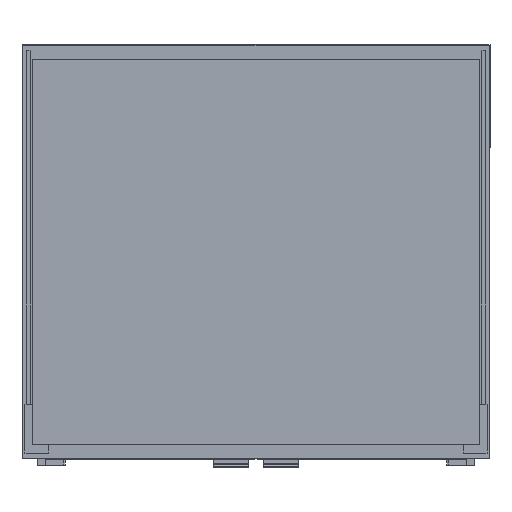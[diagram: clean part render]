
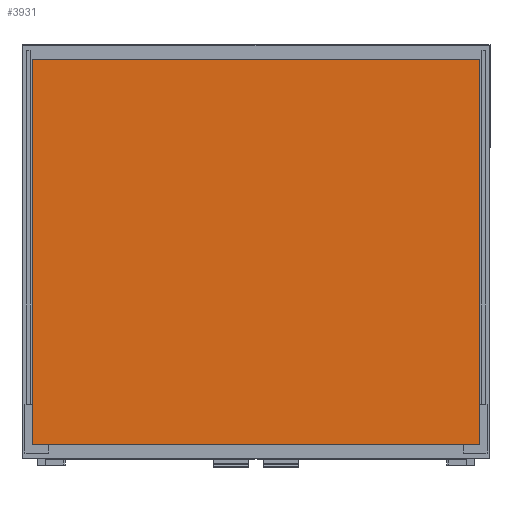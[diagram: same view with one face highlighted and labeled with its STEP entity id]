
A CAD part, front view. The second image highlights one B-rep face of the part: STEP entity #3931.
In plain terms, the highlighted planar face has unit normal (0, -1, 0).
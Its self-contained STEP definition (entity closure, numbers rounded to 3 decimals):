
#751 = ORIENTED_EDGE ( 'NONE', *, *, #6992, .F. ) ;
#1012 = CARTESIAN_POINT ( 'NONE',  ( -375., 0., -323. ) ) ;
#1038 = DIRECTION ( 'NONE',  ( 0., 0., 1. ) ) ;
#1293 = CARTESIAN_POINT ( 'NONE',  ( -375., 0., 323. ) ) ;
#1296 = DIRECTION ( 'NONE',  ( 0., 0., 1. ) ) ;
#1304 = LINE ( 'NONE', #2436, #4614 ) ;
#1373 = DIRECTION ( 'NONE',  ( 0., 1., 0. ) ) ;
#2154 = VECTOR ( 'NONE', #3227, 1000. ) ;
#2336 = VECTOR ( 'NONE', #1038, 1000. ) ;
#2436 = CARTESIAN_POINT ( 'NONE',  ( 375., 0., -323. ) ) ;
#2539 = VERTEX_POINT ( 'NONE', #2868 ) ;
#2728 = CARTESIAN_POINT ( 'NONE',  ( 0., 0., 0. ) ) ;
#2860 = ORIENTED_EDGE ( 'NONE', *, *, #3592, .F. ) ;
#2868 = CARTESIAN_POINT ( 'NONE',  ( -375., 0., -323. ) ) ;
#2968 = FACE_OUTER_BOUND ( 'NONE', #5798, .T. ) ;
#3132 = EDGE_CURVE ( 'NONE', #3468, #5322, #1304, .T. ) ;
#3157 = ORIENTED_EDGE ( 'NONE', *, *, #3132, .F. ) ;
#3227 = DIRECTION ( 'NONE',  ( 1., 0., 0. ) ) ;
#3468 = VERTEX_POINT ( 'NONE', #5124 ) ;
#3592 = EDGE_CURVE ( 'NONE', #6806, #3468, #5579, .T. ) ;
#3931 = ADVANCED_FACE ( 'NONE', ( #2968 ), #6852, .F. ) ;
#4344 = DIRECTION ( 'NONE',  ( -1., 0., 0. ) ) ;
#4614 = VECTOR ( 'NONE', #8703, 1000. ) ;
#5124 = CARTESIAN_POINT ( 'NONE',  ( 375., 0., 323. ) ) ;
#5322 = VERTEX_POINT ( 'NONE', #7858 ) ;
#5579 = LINE ( 'NONE', #8123, #2154 ) ;
#5671 = LINE ( 'NONE', #1012, #2336 ) ;
#5782 = ORIENTED_EDGE ( 'NONE', *, *, #7551, .F. ) ;
#5798 = EDGE_LOOP ( 'NONE', ( #3157, #2860, #751, #5782 ) ) ;
#6123 = VECTOR ( 'NONE', #4344, 1000. ) ;
#6575 = AXIS2_PLACEMENT_3D ( 'NONE', #2728, #1373, #1296 ) ;
#6806 = VERTEX_POINT ( 'NONE', #1293 ) ;
#6852 = PLANE ( 'NONE',  #6575 ) ;
#6992 = EDGE_CURVE ( 'NONE', #2539, #6806, #5671, .T. ) ;
#7020 = CARTESIAN_POINT ( 'NONE',  ( -375., 0., -323. ) ) ;
#7311 = LINE ( 'NONE', #7020, #6123 ) ;
#7551 = EDGE_CURVE ( 'NONE', #5322, #2539, #7311, .T. ) ;
#7858 = CARTESIAN_POINT ( 'NONE',  ( 375., 0., -323. ) ) ;
#8123 = CARTESIAN_POINT ( 'NONE',  ( -375., 0., 323. ) ) ;
#8703 = DIRECTION ( 'NONE',  ( 0., 0., -1. ) ) ;
